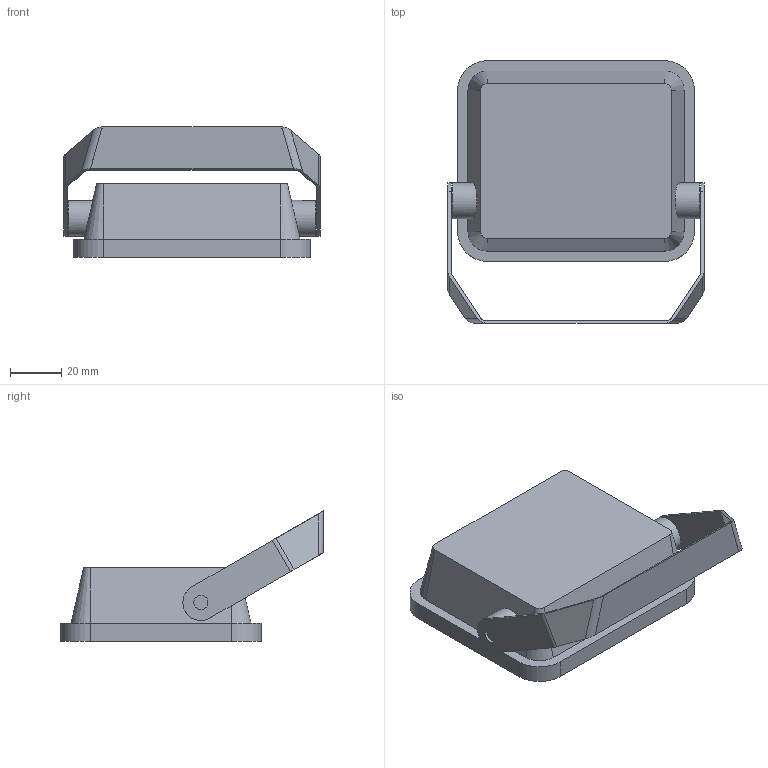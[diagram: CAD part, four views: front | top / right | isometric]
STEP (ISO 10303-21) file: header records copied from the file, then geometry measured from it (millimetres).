
FILE_DESCRIPTION (( 'STEP AP214' ), '1' );
FILE_NAME ('Floodlight Compact 10W.STEP', '2021-09-30T11:30:44', ( '' ), ( '' ), 'SwSTEP 2.0', 'SolidWorks 2020', '' );
FILE_SCHEMA (( 'AUTOMOTIVE_DESIGN' ));
Length unit declared in the file: millimetre
Products named in the file (1): Floodlight Compact 10W
Bounding box: 99.5 x 102.1 x 50.56 mm (x, y, z)
Volume: 163602.3 mm3; surface area: 28368.4 mm2
Topology: 2 solids, 2 shells, 60 faces, 157 edges, 105 vertices
Faces by surface type: plane 38, cylinder 18, cone 4
Full cylindrical faces by diameter (mm): 5.5 x2, 14 x2
Entity records: 2531 total; most frequent: CARTESIAN_POINT 365, ORIENTED_EDGE 304, DIRECTION 294, EDGE_CURVE 152, VERTEX_POINT 104, LINE 104, VECTOR 104, AXIS2_PLACEMENT_3D 95
